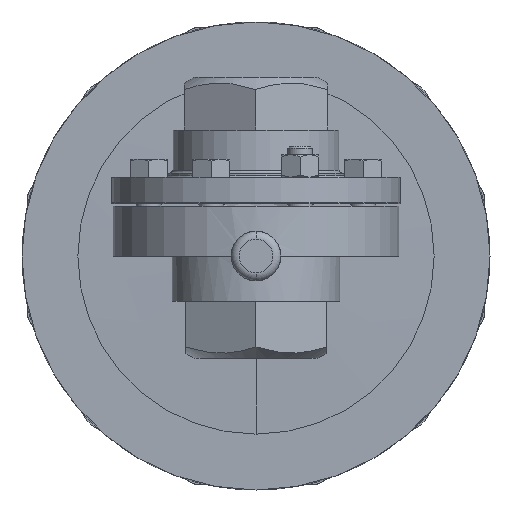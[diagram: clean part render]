
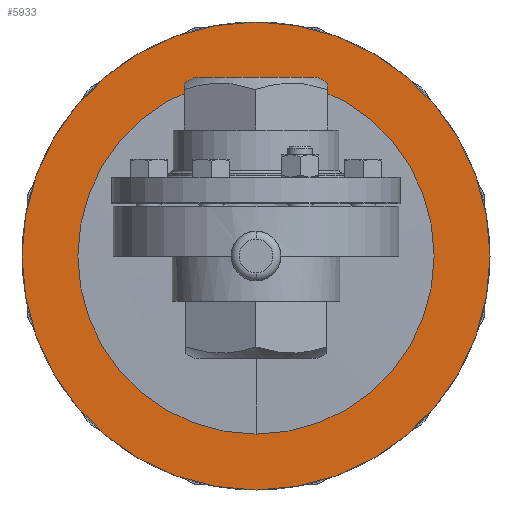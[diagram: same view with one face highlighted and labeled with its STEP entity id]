
A CAD part, front view. The second image highlights one B-rep face of the part: STEP entity #5933.
In plain terms, the highlighted planar face has unit normal (0, -1, 0).
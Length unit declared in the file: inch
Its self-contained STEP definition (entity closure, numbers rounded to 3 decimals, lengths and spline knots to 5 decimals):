
#432 = EDGE_CURVE ( 'NONE', #970, #2237, #15692, .T. ) ;
#970 = VERTEX_POINT ( 'NONE', #22021 ) ;
#2010 = AXIS2_PLACEMENT_3D ( 'NONE', #22636, #10255, #12327 ) ;
#2237 = VERTEX_POINT ( 'NONE', #6845 ) ;
#4740 = AXIS2_PLACEMENT_3D ( 'NONE', #6683, #19552, #7031 ) ;
#5103 = ORIENTED_EDGE ( 'NONE', *, *, #15088, .T. ) ;
#5933 = ADVANCED_FACE ( 'NONE', ( #25586, #6143 ), #18742, .T. ) ;
#6002 = DIRECTION ( 'NONE',  ( 0., -1., 0. ) ) ;
#6143 = FACE_OUTER_BOUND ( 'NONE', #12005, .T. ) ;
#6683 = CARTESIAN_POINT ( 'NONE',  ( 0., 2.656, -3.6025 ) ) ;
#6845 = CARTESIAN_POINT ( 'NONE',  ( 0., 2.656, 3.53 ) ) ;
#6909 = DIRECTION ( 'NONE',  ( 0., 0., -1. ) ) ;
#7031 = DIRECTION ( 'NONE',  ( 0., 0., -1. ) ) ;
#7682 = CIRCLE ( 'NONE', #12086, 2.6875 ) ;
#8339 = CARTESIAN_POINT ( 'NONE',  ( 0., 2.656, 2.6875 ) ) ;
#8358 = CARTESIAN_POINT ( 'NONE',  ( 0., 2.656, 0. ) ) ;
#9296 = VERTEX_POINT ( 'NONE', #19321 ) ;
#9704 = AXIS2_PLACEMENT_3D ( 'NONE', #8358, #6002, #12338 ) ;
#10255 = DIRECTION ( 'NONE',  ( 0., -1., 0. ) ) ;
#10707 = AXIS2_PLACEMENT_3D ( 'NONE', #25639, #10987, #6909 ) ;
#10931 = CIRCLE ( 'NONE', #10707, 2.6875 ) ;
#10987 = DIRECTION ( 'NONE',  ( 0., -1., 0. ) ) ;
#11914 = ORIENTED_EDGE ( 'NONE', *, *, #16452, .F. ) ;
#12005 = EDGE_LOOP ( 'NONE', ( #15189, #5103 ) ) ;
#12086 = AXIS2_PLACEMENT_3D ( 'NONE', #24470, #26629, #18319 ) ;
#12327 = DIRECTION ( 'NONE',  ( 0., 0., -1. ) ) ;
#12338 = DIRECTION ( 'NONE',  ( 0., 0., -1. ) ) ;
#15088 = EDGE_CURVE ( 'NONE', #2237, #970, #15479, .T. ) ;
#15189 = ORIENTED_EDGE ( 'NONE', *, *, #432, .T. ) ;
#15479 = CIRCLE ( 'NONE', #2010, 3.53 ) ;
#15692 = CIRCLE ( 'NONE', #9704, 3.53 ) ;
#16267 = EDGE_CURVE ( 'NONE', #18062, #9296, #10931, .T. ) ;
#16452 = EDGE_CURVE ( 'NONE', #9296, #18062, #7682, .T. ) ;
#18062 = VERTEX_POINT ( 'NONE', #8339 ) ;
#18319 = DIRECTION ( 'NONE',  ( 0., 0., -1. ) ) ;
#18742 = PLANE ( 'NONE',  #4740 ) ;
#19321 = CARTESIAN_POINT ( 'NONE',  ( 0., 2.656, -2.6875 ) ) ;
#19552 = DIRECTION ( 'NONE',  ( 0., -1., 0. ) ) ;
#22021 = CARTESIAN_POINT ( 'NONE',  ( 0., 2.656, -3.53 ) ) ;
#22636 = CARTESIAN_POINT ( 'NONE',  ( 0., 2.656, 0. ) ) ;
#24470 = CARTESIAN_POINT ( 'NONE',  ( 0., 2.656, 0. ) ) ;
#25137 = ORIENTED_EDGE ( 'NONE', *, *, #16267, .F. ) ;
#25443 = EDGE_LOOP ( 'NONE', ( #11914, #25137 ) ) ;
#25586 = FACE_BOUND ( 'NONE', #25443, .T. ) ;
#25639 = CARTESIAN_POINT ( 'NONE',  ( 0., 2.656, 0. ) ) ;
#26629 = DIRECTION ( 'NONE',  ( 0., -1., 0. ) ) ;
